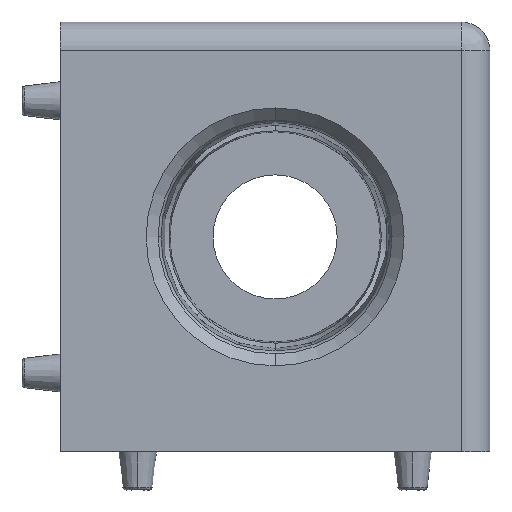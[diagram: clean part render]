
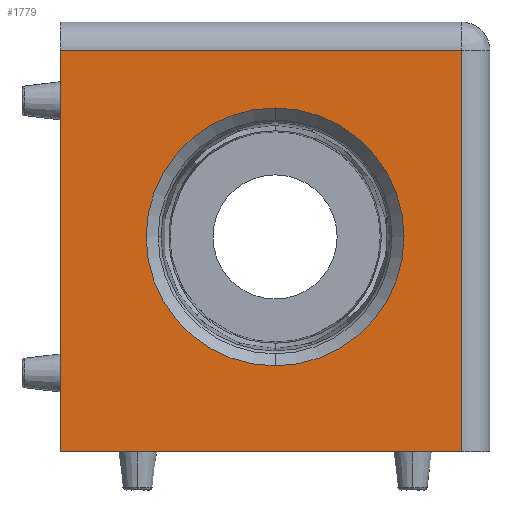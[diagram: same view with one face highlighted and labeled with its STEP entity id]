
A CAD part, left-side view. The second image highlights one B-rep face of the part: STEP entity #1779.
In plain terms, the highlighted planar face has unit normal (-1, 0, 0).
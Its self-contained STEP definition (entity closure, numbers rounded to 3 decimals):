
#29 = VERTEX_POINT ( 'NONE', #3524 ) ;
#39 = DIRECTION ( 'NONE',  ( 1., 0., 0. ) ) ;
#46 = CARTESIAN_POINT ( 'NONE',  ( -22.5, 22.5, 22.5 ) ) ;
#156 = AXIS2_PLACEMENT_3D ( 'NONE', #2892, #2887, #2883 ) ;
#318 = CARTESIAN_POINT ( 'NONE',  ( -22.5, 0., 13.5 ) ) ;
#332 = PLANE ( 'NONE',  #1570 ) ;
#445 = VECTOR ( 'NONE', #1890, 1000. ) ;
#500 = LINE ( 'NONE', #1904, #445 ) ;
#505 = DIRECTION ( 'NONE',  ( 0., 0., 1. ) ) ;
#508 = DIRECTION ( 'NONE',  ( -1., 0., 0. ) ) ;
#514 = CARTESIAN_POINT ( 'NONE',  ( -22.5, 0., 0. ) ) ;
#575 = CIRCLE ( 'NONE', #1717, 13.5 ) ;
#710 = EDGE_CURVE ( 'NONE', #4014, #2660, #3302, .T. ) ;
#970 = LINE ( 'NONE', #3049, #977 ) ;
#977 = VECTOR ( 'NONE', #3019, 1000. ) ;
#1037 = LINE ( 'NONE', #1607, #3707 ) ;
#1058 = VERTEX_POINT ( 'NONE', #2581 ) ;
#1135 = CARTESIAN_POINT ( 'NONE',  ( -22.5, -19.5, -22.5 ) ) ;
#1140 = EDGE_LOOP ( 'NONE', ( #2737, #3483, #2423, #1459 ) ) ;
#1263 = FACE_OUTER_BOUND ( 'NONE', #1140, .T. ) ;
#1278 = EDGE_CURVE ( 'NONE', #3803, #1355, #500, .T. ) ;
#1355 = VERTEX_POINT ( 'NONE', #1135 ) ;
#1459 = ORIENTED_EDGE ( 'NONE', *, *, #1278, .T. ) ;
#1523 = DIRECTION ( 'NONE',  ( 0., 0., -1. ) ) ;
#1570 = AXIS2_PLACEMENT_3D ( 'NONE', #46, #39, #4003 ) ;
#1607 = CARTESIAN_POINT ( 'NONE',  ( -22.5, 22.5, 22.5 ) ) ;
#1717 = AXIS2_PLACEMENT_3D ( 'NONE', #514, #508, #505 ) ;
#1779 = ADVANCED_FACE ( 'NONE', ( #1263, #2307 ), #332, .F. ) ;
#1890 = DIRECTION ( 'NONE',  ( 0., -1., 0. ) ) ;
#1904 = CARTESIAN_POINT ( 'NONE',  ( -22.5, -22.5, -22.5 ) ) ;
#2119 = LINE ( 'NONE', #3388, #2156 ) ;
#2156 = VECTOR ( 'NONE', #3362, 1000. ) ;
#2307 = FACE_BOUND ( 'NONE', #3694, .T. ) ;
#2423 = ORIENTED_EDGE ( 'NONE', *, *, #3304, .T. ) ;
#2449 = ORIENTED_EDGE ( 'NONE', *, *, #2590, .F. ) ;
#2505 = ORIENTED_EDGE ( 'NONE', *, *, #710, .F. ) ;
#2553 = CARTESIAN_POINT ( 'NONE',  ( -22.5, 0., -13.5 ) ) ;
#2581 = CARTESIAN_POINT ( 'NONE',  ( -22.5, -19.5, 19.5 ) ) ;
#2590 = EDGE_CURVE ( 'NONE', #2660, #4014, #575, .T. ) ;
#2660 = VERTEX_POINT ( 'NONE', #318 ) ;
#2737 = ORIENTED_EDGE ( 'NONE', *, *, #3906, .F. ) ;
#2832 = EDGE_CURVE ( 'NONE', #29, #1058, #970, .T. ) ;
#2883 = DIRECTION ( 'NONE',  ( 0., 0., 1. ) ) ;
#2887 = DIRECTION ( 'NONE',  ( -1., 0., 0. ) ) ;
#2892 = CARTESIAN_POINT ( 'NONE',  ( -22.5, 0., 0. ) ) ;
#3019 = DIRECTION ( 'NONE',  ( 0., -1., 0. ) ) ;
#3049 = CARTESIAN_POINT ( 'NONE',  ( -22.5, 22.5, 19.5 ) ) ;
#3302 = CIRCLE ( 'NONE', #156, 13.5 ) ;
#3304 = EDGE_CURVE ( 'NONE', #29, #3803, #1037, .T. ) ;
#3362 = DIRECTION ( 'NONE',  ( 0., 0., -1. ) ) ;
#3388 = CARTESIAN_POINT ( 'NONE',  ( -22.5, -19.5, 22.5 ) ) ;
#3483 = ORIENTED_EDGE ( 'NONE', *, *, #2832, .F. ) ;
#3524 = CARTESIAN_POINT ( 'NONE',  ( -22.5, 22.5, 19.5 ) ) ;
#3694 = EDGE_LOOP ( 'NONE', ( #2449, #2505 ) ) ;
#3707 = VECTOR ( 'NONE', #1523, 1000. ) ;
#3794 = CARTESIAN_POINT ( 'NONE',  ( -22.5, 22.5, -22.5 ) ) ;
#3803 = VERTEX_POINT ( 'NONE', #3794 ) ;
#3906 = EDGE_CURVE ( 'NONE', #1058, #1355, #2119, .T. ) ;
#4003 = DIRECTION ( 'NONE',  ( 0., 1., 0. ) ) ;
#4014 = VERTEX_POINT ( 'NONE', #2553 ) ;
